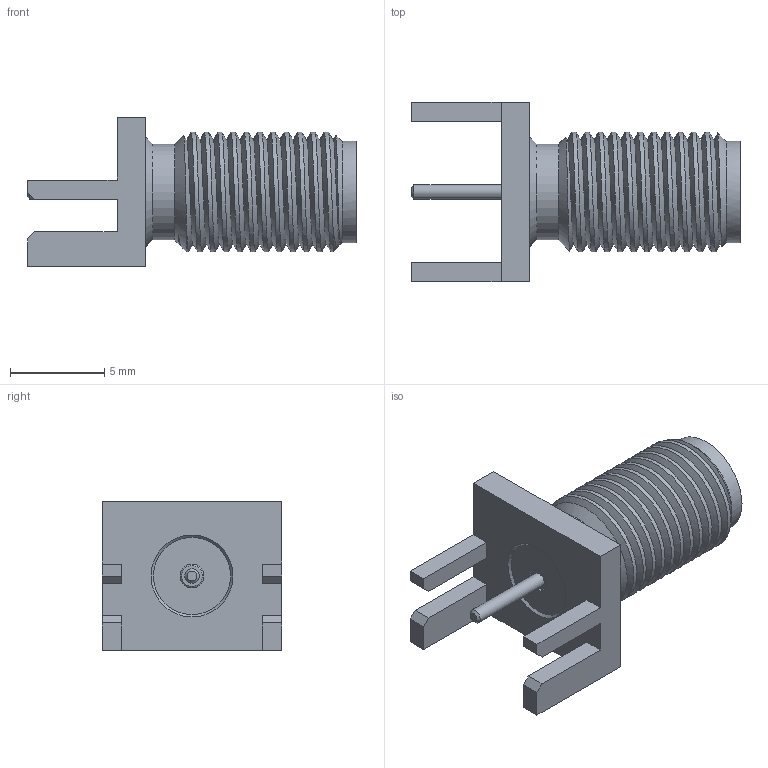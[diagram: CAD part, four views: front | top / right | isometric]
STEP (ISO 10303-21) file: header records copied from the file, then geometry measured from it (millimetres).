
FILE_DESCRIPTION(('FreeCAD Model'),'2;1');
FILE_NAME('1.step','2017-09-01T15:59:57',( 'kicad StepUp'),('ksu MCAD'),'Open CASCADE STEP processor 6.8', 'FreeCAD','Unknown');
FILE_SCHEMA(('AUTOMOTIVE_DESIGN_CC2 { 1 2 10303 214 -1 1 5 4 }'));
Length unit declared in the file: millimetre
Products named in the file (1): 1
Bounding box: 17.45 x 9.53 x 7.92 mm (x, y, z)
Volume: 405.2 mm3; surface area: 656.9 mm2
Topology: 1 solids, 1 shells, 50 faces, 118 edges, 77 vertices
Faces by surface type: plane 31, cylinder 9, cone 8, bspline 2
Full cylindrical faces by diameter (mm): 0.762 x1, 0.914 x1, 1.27 x2, 4.089 x1, 4.674 x1, 5.08 x1, 5.385 x1
Entity records: 3244 total; most frequent: CARTESIAN_POINT 1765, ORIENTED_EDGE 234, DIRECTION 216, EDGE_CURVE 117, VERTEX_POINT 77, AXIS2_PLACEMENT_3D 75, LINE 66, VECTOR 66
